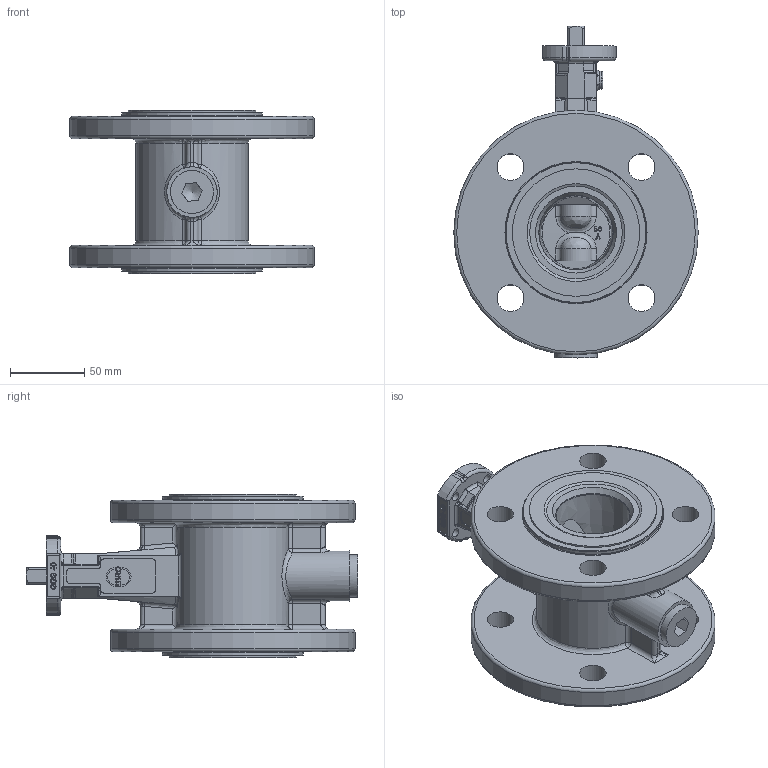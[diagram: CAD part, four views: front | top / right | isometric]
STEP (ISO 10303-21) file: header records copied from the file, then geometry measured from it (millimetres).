
FILE_DESCRIPTION((''),'2;1');
FILE_NAME('F012-A-DN50.stp','2007-09-27T08:43:01',('hellwig'),(''),'Autodesk Inventor 11','Autodesk Inventor 11','');
FILE_SCHEMA(('AUTOMOTIVE_DESIGN { 1 0 10303 214 1 1 1 1 }'));
Length unit declared in the file: millimetre
Products named in the file (1): Bauteil1
Bounding box: 165 x 224 x 110 mm (x, y, z)
Volume: 928099.1 mm3; surface area: 170655.5 mm2
Topology: 1 solids, 6 shells, 744 faces, 1866 edges, 1167 vertices
Faces by surface type: bspline 266, plane 240, cylinder 152, cone 51, torus 33, sphere 2
Full cylindrical faces by diameter (mm): 4 x1, 6 x5, 11 x1, 12.2 x3, 14 x8, 14.2 x1, 18 x8, 20.95 x3, 24 x1, 29 x1, 34 x1, 86 x1, 94.9 x1, 165 x2
Entity records: 31031 total; most frequent: CARTESIAN_POINT 15517, ORIENTED_EDGE 3374, DIRECTION 2663, EDGE_CURVE 1687, VERTEX_POINT 1122, AXIS2_PLACEMENT_3D 976, EDGE_LOOP 949, FACE_OUTER_BOUND 744
